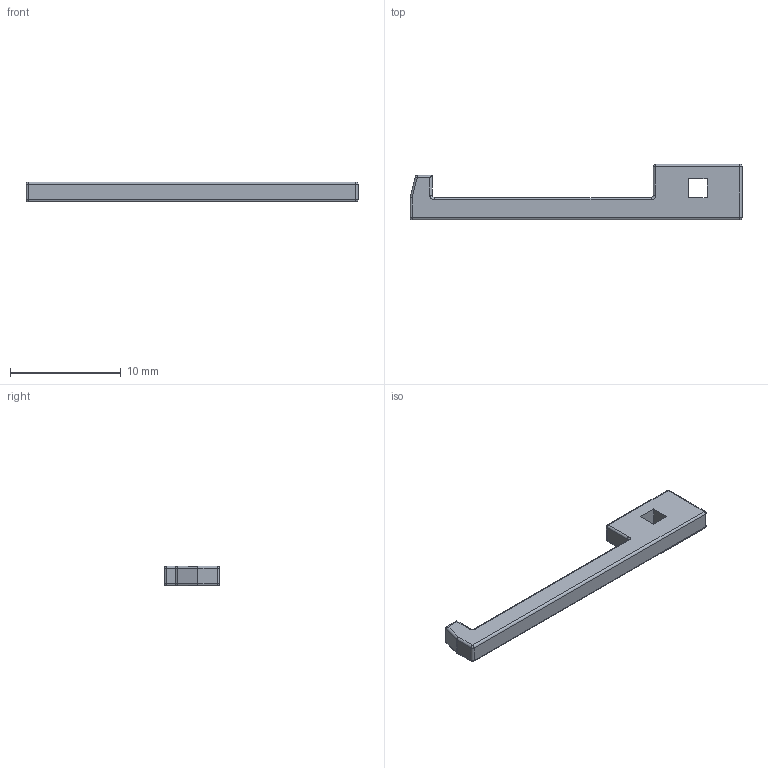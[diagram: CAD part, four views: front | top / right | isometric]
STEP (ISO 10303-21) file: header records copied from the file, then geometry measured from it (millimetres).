
FILE_DESCRIPTION(/* description */ (''),/* implementation_level */ '2;1');
FILE_NAME(/* name */ 'switch-pull v1.step',/* time_stamp */ '2026-01-27T11:08:55+01:00',/* author */ (''),/* organization */ (''),/* preprocessor_version */ 'ST-DEVELOPER v20.1',/* originating_system */ 'Autodesk Translation Framework v14.24.0.0',/* authorisation */ '');
FILE_SCHEMA (('AUTOMOTIVE_DESIGN { 1 0 10303 214 3 1 1 }'));
Length unit declared in the file: millimetre
Products named in the file (2): switch-pull; pull
Assembly tree (1 placements, depth 2):
  switch-pull
    pull
Bounding box: 30 x 5 x 1.8 mm (x, y, z)
Volume: 151 mm3; surface area: 300.2 mm2
Topology: 1 solids, 1 shells, 57 faces, 119 edges, 64 vertices
Faces by surface type: cylinder 26, plane 15, sphere 12, torus 4
Entity records: 1543 total; most frequent: DIRECTION 293, CARTESIAN_POINT 243, ORIENTED_EDGE 238, EDGE_CURVE 119, AXIS2_PLACEMENT_3D 114, LINE 65, VECTOR 65, VERTEX_POINT 64
